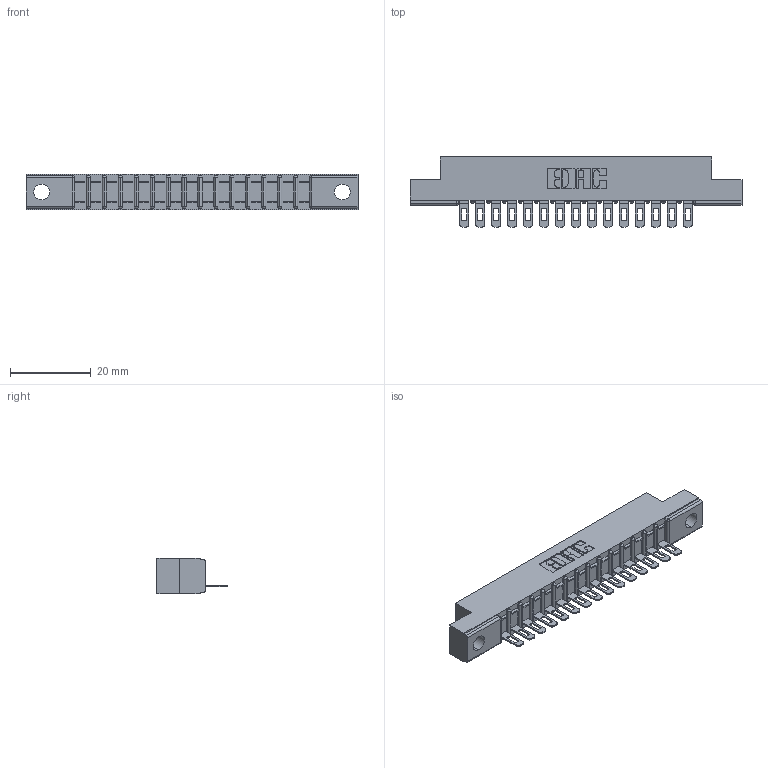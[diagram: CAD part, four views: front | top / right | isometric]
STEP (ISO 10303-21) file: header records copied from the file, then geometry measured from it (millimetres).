
FILE_DESCRIPTION (( 'STEP AP203' ), '1' );
FILE_NAME ('357-015-401-104.STEP', '2020-09-30T17:40:23', ( '' ), ( '' ), 'SwSTEP 2.0', 'SolidWorks 2020', '' );
FILE_SCHEMA (( 'CONFIG_CONTROL_DESIGN' ));
Length unit declared in the file: inch
Products named in the file (3): 307 Part_.156 Dia Mounting Holes; 357-015-401-104; 307-290-002_501
Assembly tree (16 placements, depth 2):
  357-015-401-104
    307 Part_.156 Dia Mounting Holes
    307-290-002_501  x15
Bounding box: 82.45 x 17.42 x 8.71 mm (x, y, z)
Volume: 5346.5 mm3; surface area: 9327 mm2
Topology: 16 solids, 16 shells, 1288 faces, 3929 edges, 2574 vertices
Faces by surface type: plane 744, cylinder 512, sphere 32
Entity records: 17400 total; most frequent: CARTESIAN_POINT 2934, ORIENTED_EDGE 2922, DIRECTION 2859, EDGE_CURVE 1461, VECTOR 1109, LINE 1109, VERTEX_POINT 950, AXIS2_PLACEMENT_3D 875
